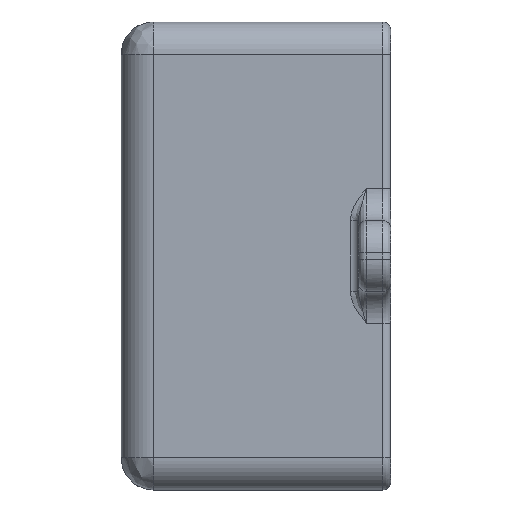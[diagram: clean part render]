
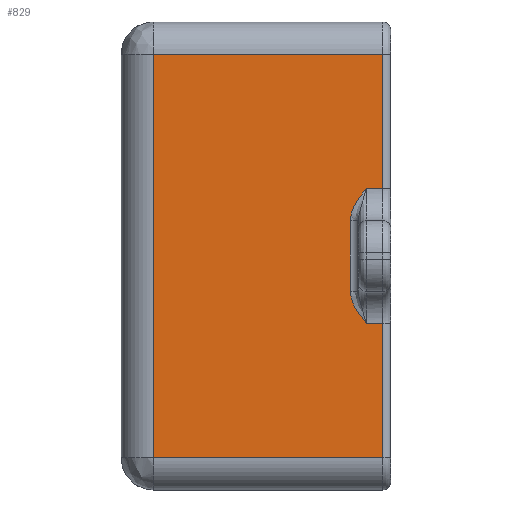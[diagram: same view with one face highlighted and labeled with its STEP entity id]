
A CAD part, left-side view. The second image highlights one B-rep face of the part: STEP entity #829.
In plain terms, the highlighted free-form (B-spline) face has degree [1, 1] with [2, 2] control points.
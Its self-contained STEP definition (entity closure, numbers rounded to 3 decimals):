
#829 = ADVANCED_FACE('',(#830),#914,.F.);
#830 = FACE_BOUND('',#831,.T.);
#831 = EDGE_LOOP('',(#832,#841,#848,#855,#862,#869,#876,#883,#896,#903)
  );
#832 = ORIENTED_EDGE('',*,*,#833,.T.);
#833 = EDGE_CURVE('',#834,#836,#838,.T.);
#834 = VERTEX_POINT('',#835);
#835 = CARTESIAN_POINT('',(-15.678,1.96,5.473
    ));
#836 = VERTEX_POINT('',#837);
#837 = CARTESIAN_POINT('',(-15.678,0.653,5.473)
  );
#838 = B_SPLINE_CURVE_WITH_KNOTS('',1,(#839,#840),.UNSPECIFIED.,.F.,.F.,
  (2,2),(-1.5,-0.5),.PIECEWISE_BEZIER_KNOTS.);
#839 = CARTESIAN_POINT('',(-15.678,1.96,5.473
    ));
#840 = CARTESIAN_POINT('',(-15.678,0.653,5.473)
  );
#841 = ORIENTED_EDGE('',*,*,#842,.T.);
#842 = EDGE_CURVE('',#836,#843,#845,.T.);
#843 = VERTEX_POINT('',#844);
#844 = CARTESIAN_POINT('',(-15.678,0.653,16.331
    ));
#845 = B_SPLINE_CURVE_WITH_KNOTS('',1,(#846,#847),.UNSPECIFIED.,.F.,.F.,
  (2,2),(-8.311,0.),.PIECEWISE_BEZIER_KNOTS.);
#846 = CARTESIAN_POINT('',(-15.678,0.653,5.473)
  );
#847 = CARTESIAN_POINT('',(-15.678,0.653,16.331
    ));
#848 = ORIENTED_EDGE('',*,*,#849,.T.);
#849 = EDGE_CURVE('',#843,#850,#852,.T.);
#850 = VERTEX_POINT('',#851);
#851 = CARTESIAN_POINT('',(-15.678,19.205,
    16.331));
#852 = B_SPLINE_CURVE_WITH_KNOTS('',1,(#853,#854),.UNSPECIFIED.,.F.,.F.,
  (2,2),(-1.5,12.7),.PIECEWISE_BEZIER_KNOTS.);
#853 = CARTESIAN_POINT('',(-15.678,0.653,16.331
    ));
#854 = CARTESIAN_POINT('',(-15.678,19.205,
    16.331));
#855 = ORIENTED_EDGE('',*,*,#856,.T.);
#856 = EDGE_CURVE('',#850,#857,#859,.T.);
#857 = VERTEX_POINT('',#858);
#858 = CARTESIAN_POINT('',(-15.678,19.205,
    -16.331));
#859 = B_SPLINE_CURVE_WITH_KNOTS('',1,(#860,#861),.UNSPECIFIED.,.F.,.F.,
  (2,2),(2.,27.),.PIECEWISE_BEZIER_KNOTS.);
#860 = CARTESIAN_POINT('',(-15.678,19.205,
    16.331));
#861 = CARTESIAN_POINT('',(-15.678,19.205,
    -16.331));
#862 = ORIENTED_EDGE('',*,*,#863,.T.);
#863 = EDGE_CURVE('',#857,#864,#866,.T.);
#864 = VERTEX_POINT('',#865);
#865 = CARTESIAN_POINT('',(-15.678,0.653,-16.331
    ));
#866 = B_SPLINE_CURVE_WITH_KNOTS('',1,(#867,#868),.UNSPECIFIED.,.F.,.F.,
  (2,2),(-12.7,1.5),.PIECEWISE_BEZIER_KNOTS.);
#867 = CARTESIAN_POINT('',(-15.678,19.205,
    -16.331));
#868 = CARTESIAN_POINT('',(-15.678,0.653,-16.331
    ));
#869 = ORIENTED_EDGE('',*,*,#870,.T.);
#870 = EDGE_CURVE('',#864,#871,#873,.T.);
#871 = VERTEX_POINT('',#872);
#872 = CARTESIAN_POINT('',(-15.678,0.653,-5.473
    ));
#873 = B_SPLINE_CURVE_WITH_KNOTS('',1,(#874,#875),.UNSPECIFIED.,.F.,.F.,
  (2,2),(-8.311,0.),.PIECEWISE_BEZIER_KNOTS.);
#874 = CARTESIAN_POINT('',(-15.678,0.653,-16.331
    ));
#875 = CARTESIAN_POINT('',(-15.678,0.653,-5.473
    ));
#876 = ORIENTED_EDGE('',*,*,#877,.T.);
#877 = EDGE_CURVE('',#871,#878,#880,.T.);
#878 = VERTEX_POINT('',#879);
#879 = CARTESIAN_POINT('',(-15.678,1.96,
    -5.473));
#880 = B_SPLINE_CURVE_WITH_KNOTS('',1,(#881,#882),.UNSPECIFIED.,.F.,.F.,
  (2,2),(-1.5,-0.5),.PIECEWISE_BEZIER_KNOTS.);
#881 = CARTESIAN_POINT('',(-15.678,0.653,-5.473
    ));
#882 = CARTESIAN_POINT('',(-15.678,1.96,
    -5.473));
#883 = ORIENTED_EDGE('',*,*,#884,.T.);
#884 = EDGE_CURVE('',#878,#885,#887,.T.);
#885 = VERTEX_POINT('',#886);
#886 = CARTESIAN_POINT('',(-15.678,3.266,
    -2.86));
#887 = B_SPLINE_CURVE_WITH_KNOTS('',3,(#888,#889,#890,#891,#892,#893,
    #894,#895),.UNSPECIFIED.,.F.,.F.,(4,2,2,4),(0.,
    0.001,0.002,0.002),
  .UNSPECIFIED.);
#888 = CARTESIAN_POINT('',(-15.678,1.96,
    -5.473));
#889 = CARTESIAN_POINT('',(-15.678,2.274,
    -5.088));
#890 = CARTESIAN_POINT('',(-15.678,2.592,-4.699
    ));
#891 = CARTESIAN_POINT('',(-15.678,2.962,
    -4.055));
#892 = CARTESIAN_POINT('',(-15.678,3.068,
    -3.832));
#893 = CARTESIAN_POINT('',(-15.678,3.221,
    -3.357));
#894 = CARTESIAN_POINT('',(-15.678,3.266,-3.111
    ));
#895 = CARTESIAN_POINT('',(-15.678,3.266,
    -2.86));
#896 = ORIENTED_EDGE('',*,*,#897,.T.);
#897 = EDGE_CURVE('',#885,#898,#900,.T.);
#898 = VERTEX_POINT('',#899);
#899 = CARTESIAN_POINT('',(-15.678,3.266,2.86
    ));
#900 = B_SPLINE_CURVE_WITH_KNOTS('',1,(#901,#902),.UNSPECIFIED.,.F.,.F.,
  (2,2),(-6.378,-2.),.PIECEWISE_BEZIER_KNOTS.);
#901 = CARTESIAN_POINT('',(-15.678,3.266,
    -2.86));
#902 = CARTESIAN_POINT('',(-15.678,3.266,2.86
    ));
#903 = ORIENTED_EDGE('',*,*,#904,.T.);
#904 = EDGE_CURVE('',#898,#834,#905,.T.);
#905 = B_SPLINE_CURVE_WITH_KNOTS('',3,(#906,#907,#908,#909,#910,#911,
    #912,#913),.UNSPECIFIED.,.F.,.F.,(4,2,2,4),(0.,0.001,
    0.001,0.002),.UNSPECIFIED.);
#906 = CARTESIAN_POINT('',(-15.678,3.266,2.86
    ));
#907 = CARTESIAN_POINT('',(-15.678,3.266,3.111
    ));
#908 = CARTESIAN_POINT('',(-15.678,3.221,3.357
    ));
#909 = CARTESIAN_POINT('',(-15.678,3.068,3.832
    ));
#910 = CARTESIAN_POINT('',(-15.678,2.962,4.055)
  );
#911 = CARTESIAN_POINT('',(-15.678,2.592,4.699
    ));
#912 = CARTESIAN_POINT('',(-15.678,2.274,5.088
    ));
#913 = CARTESIAN_POINT('',(-15.678,1.96,5.473
    ));
#914 = B_SPLINE_SURFACE_WITH_KNOTS('',1,1,(
    (#915,#916)
    ,(#917,#918
    )),.UNSPECIFIED.,.F.,.F.,.F.,(2,2),(2,2),(2.,27.),(-1.5,12.7),
  .PIECEWISE_BEZIER_KNOTS.);
#915 = CARTESIAN_POINT('',(-15.678,0.653,16.331
    ));
#916 = CARTESIAN_POINT('',(-15.678,19.205,
    16.331));
#917 = CARTESIAN_POINT('',(-15.678,0.653,-16.331
    ));
#918 = CARTESIAN_POINT('',(-15.678,19.205,
    -16.331));
